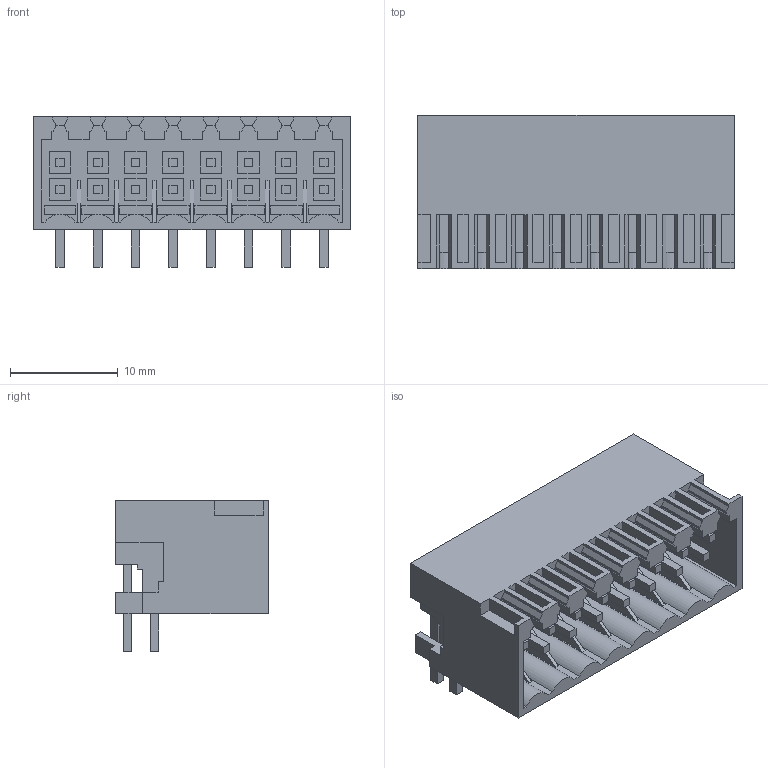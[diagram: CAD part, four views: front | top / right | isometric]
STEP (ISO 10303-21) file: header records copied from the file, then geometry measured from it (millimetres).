
FILE_DESCRIPTION(('CATIA V5 STEP Exchange','CAx-IF Rec.Pracs.--- Model Styling and Organization---1.4--- 2014-01-23'),'2;1');
FILE_NAME ('D1455064_0_1728040000_1728040000.stp','2019-02-21T15:22:20+00:00',('none'),('Weidmueller'),'CATIA Version 5-6 Release 2016 SP3 HF44','CATIA V5 STEP AP214','none');
FILE_SCHEMA(('AUTOMOTIVE_DESIGN { 1 0 10303 214 1 1 1 1 }'));
Length unit declared in the file: millimetre
Products named in the file (1): 1728040000
Bounding box: 29.4 x 14.2 x 14 mm (x, y, z)
Volume: 2033.2 mm3; surface area: 4439.1 mm2
Topology: 1 solids, 1 shells, 756 faces, 2242 edges, 1535 vertices
Faces by surface type: plane 740, cylinder 16
Entity records: 24015 total; most frequent: ORIENTED_EDGE 4484, CARTESIAN_POINT 4228, DIRECTION 3142, EDGE_CURVE 2242, VECTOR 2194, LINE 2194, VERTEX_POINT 1535, EDGE_LOOP 803
